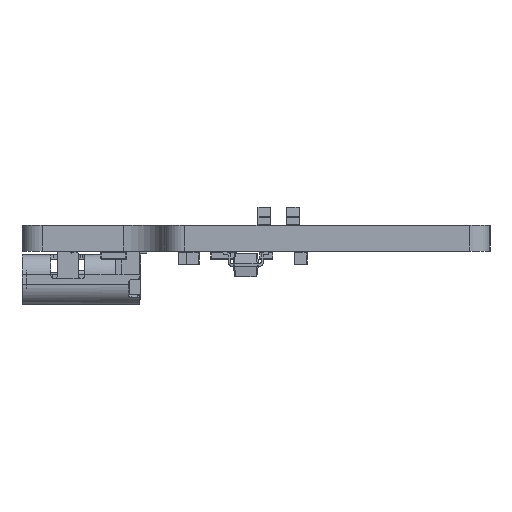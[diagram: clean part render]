
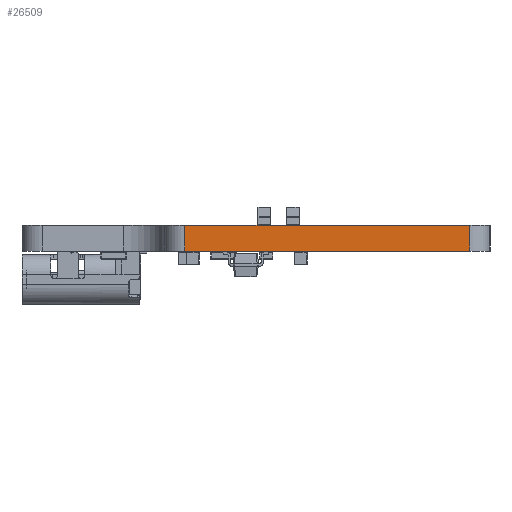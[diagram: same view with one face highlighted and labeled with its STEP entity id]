
A CAD part, left-side view. The second image highlights one B-rep face of the part: STEP entity #26509.
In plain terms, the highlighted planar face has unit normal (-1, 0, 0).
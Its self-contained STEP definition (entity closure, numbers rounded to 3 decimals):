
#25711 = VERTEX_POINT('',#25712);
#25712 = CARTESIAN_POINT('',(19.05,-54.61,0.));
#25719 = EDGE_CURVE('',#25711,#25720,#25722,.T.);
#25720 = VERTEX_POINT('',#25721);
#25721 = CARTESIAN_POINT('',(19.05,-36.83,0.));
#25722 = LINE('',#25723,#25724);
#25723 = CARTESIAN_POINT('',(19.05,-54.61,0.));
#25724 = VECTOR('',#25725,1.);
#25725 = DIRECTION('',(0.,1.,0.));
#26067 = VERTEX_POINT('',#26068);
#26068 = CARTESIAN_POINT('',(19.05,-54.61,1.6));
#26075 = EDGE_CURVE('',#26067,#26076,#26078,.T.);
#26076 = VERTEX_POINT('',#26077);
#26077 = CARTESIAN_POINT('',(19.05,-36.83,1.6));
#26078 = LINE('',#26079,#26080);
#26079 = CARTESIAN_POINT('',(19.05,-54.61,1.6));
#26080 = VECTOR('',#26081,1.);
#26081 = DIRECTION('',(0.,1.,0.));
#26479 = EDGE_CURVE('',#25720,#26076,#26480,.T.);
#26480 = LINE('',#26481,#26482);
#26481 = CARTESIAN_POINT('',(19.05,-36.83,0.));
#26482 = VECTOR('',#26483,1.);
#26483 = DIRECTION('',(0.,0.,1.));
#26509 = ADVANCED_FACE('',(#26510),#26521,.T.);
#26510 = FACE_BOUND('',#26511,.T.);
#26511 = EDGE_LOOP('',(#26512,#26518,#26519,#26520));
#26512 = ORIENTED_EDGE('',*,*,#26513,.T.);
#26513 = EDGE_CURVE('',#25711,#26067,#26514,.T.);
#26514 = LINE('',#26515,#26516);
#26515 = CARTESIAN_POINT('',(19.05,-54.61,0.));
#26516 = VECTOR('',#26517,1.);
#26517 = DIRECTION('',(0.,0.,1.));
#26518 = ORIENTED_EDGE('',*,*,#26075,.T.);
#26519 = ORIENTED_EDGE('',*,*,#26479,.F.);
#26520 = ORIENTED_EDGE('',*,*,#25719,.F.);
#26521 = PLANE('',#26522);
#26522 = AXIS2_PLACEMENT_3D('',#26523,#26524,#26525);
#26523 = CARTESIAN_POINT('',(19.05,-54.61,0.));
#26524 = DIRECTION('',(-1.,0.,0.));
#26525 = DIRECTION('',(0.,1.,0.));
